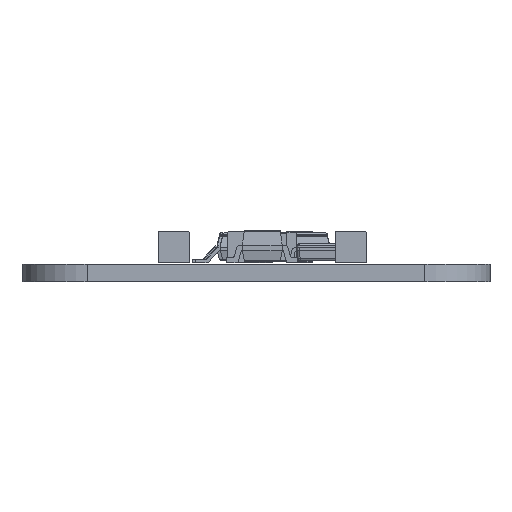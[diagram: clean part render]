
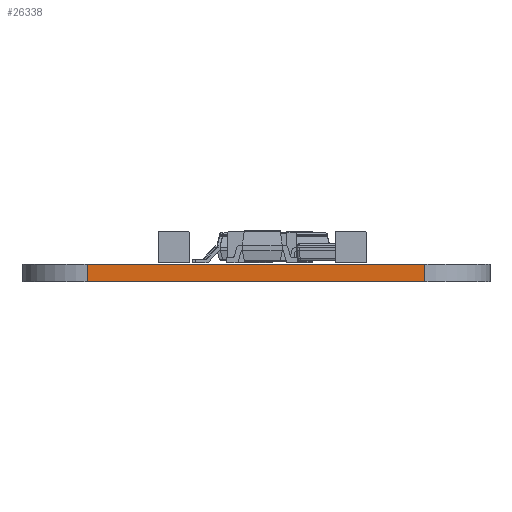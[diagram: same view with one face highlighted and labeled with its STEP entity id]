
A CAD part, front view. The second image highlights one B-rep face of the part: STEP entity #26338.
In plain terms, the highlighted planar face has unit normal (0, -1, 0).
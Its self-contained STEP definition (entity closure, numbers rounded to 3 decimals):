
#24958 = VERTEX_POINT('',#24959);
#24959 = CARTESIAN_POINT('',(0.836,-71.194,0.));
#24966 = EDGE_CURVE('',#24967,#24958,#24969,.T.);
#24967 = VERTEX_POINT('',#24968);
#24968 = CARTESIAN_POINT('',(14.404,-71.194,0.));
#24969 = LINE('',#24970,#24971);
#24970 = CARTESIAN_POINT('',(14.404,-71.194,0.));
#24971 = VECTOR('',#24972,1.);
#24972 = DIRECTION('',(-1.,0.,0.));
#25643 = VERTEX_POINT('',#25644);
#25644 = CARTESIAN_POINT('',(0.836,-71.194,0.7));
#25651 = EDGE_CURVE('',#25652,#25643,#25654,.T.);
#25652 = VERTEX_POINT('',#25653);
#25653 = CARTESIAN_POINT('',(14.404,-71.194,0.7));
#25654 = LINE('',#25655,#25656);
#25655 = CARTESIAN_POINT('',(14.404,-71.194,0.7));
#25656 = VECTOR('',#25657,1.);
#25657 = DIRECTION('',(-1.,0.,0.));
#26310 = EDGE_CURVE('',#24967,#25652,#26311,.T.);
#26311 = LINE('',#26312,#26313);
#26312 = CARTESIAN_POINT('',(14.404,-71.194,0.));
#26313 = VECTOR('',#26314,1.);
#26314 = DIRECTION('',(0.,0.,1.));
#26338 = ADVANCED_FACE('',(#26339),#26350,.T.);
#26339 = FACE_BOUND('',#26340,.T.);
#26340 = EDGE_LOOP('',(#26341,#26342,#26343,#26349));
#26341 = ORIENTED_EDGE('',*,*,#26310,.T.);
#26342 = ORIENTED_EDGE('',*,*,#25651,.T.);
#26343 = ORIENTED_EDGE('',*,*,#26344,.F.);
#26344 = EDGE_CURVE('',#24958,#25643,#26345,.T.);
#26345 = LINE('',#26346,#26347);
#26346 = CARTESIAN_POINT('',(0.836,-71.194,0.));
#26347 = VECTOR('',#26348,1.);
#26348 = DIRECTION('',(0.,0.,1.));
#26349 = ORIENTED_EDGE('',*,*,#24966,.F.);
#26350 = PLANE('',#26351);
#26351 = AXIS2_PLACEMENT_3D('',#26352,#26353,#26354);
#26352 = CARTESIAN_POINT('',(14.404,-71.194,0.));
#26353 = DIRECTION('',(0.,-1.,0.));
#26354 = DIRECTION('',(-1.,0.,0.));
